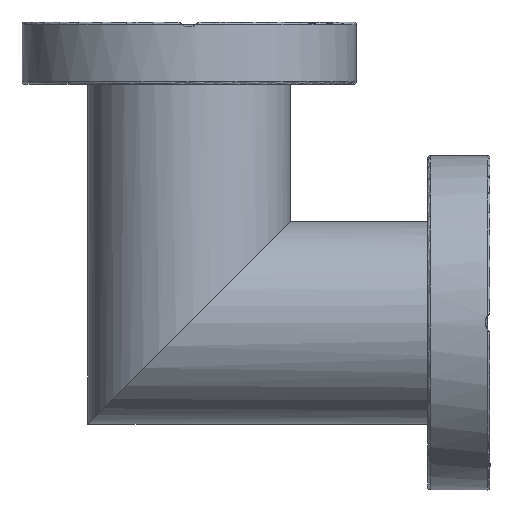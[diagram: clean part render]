
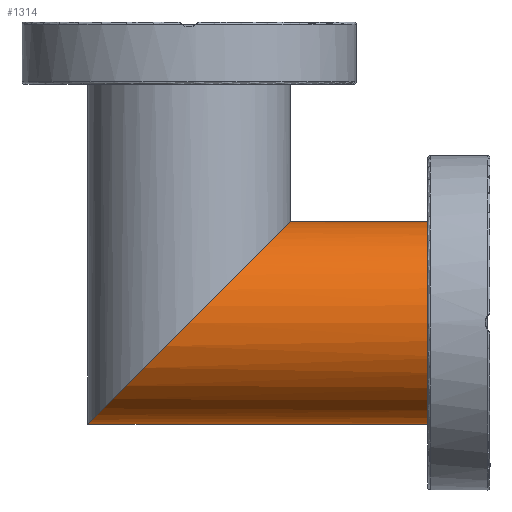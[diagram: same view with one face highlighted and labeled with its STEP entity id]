
A CAD part, left-side view. The second image highlights one B-rep face of the part: STEP entity #1314.
In plain terms, the highlighted cylindrical face has radius 21.2 mm (diameter 42.4 mm), a full revolution.
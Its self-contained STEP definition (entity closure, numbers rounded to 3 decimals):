
#1240=CARTESIAN_POINT('',(-21.2,0.,420.6));
#1241=VERTEX_POINT('',#1240);
#1242=CARTESIAN_POINT('',(0.,0.,420.6));
#1243=DIRECTION('',(0.0,0.0,1.0));
#1244=DIRECTION('',(-1.0,0.0,0.0));
#1245=AXIS2_PLACEMENT_3D('',#1242,#1243,#1244);
#1246=CIRCLE('',#1245,21.2);
#1247=EDGE_CURVE('',#1241,#1241,#1246,.T.);
#1268=CARTESIAN_POINT('',(0.,-21.2,457.6));
#1269=VERTEX_POINT('',#1268);
#1270=CARTESIAN_POINT('',(0.,0.,478.8));
#1271=DIRECTION('',(0.,0.707,-0.707));
#1272=DIRECTION('',(0.,-0.707,-0.707));
#1273=AXIS2_PLACEMENT_3D('',#1270,#1271,#1272);
#1274=ELLIPSE('',#1273,29.981,21.2);
#1275=EDGE_CURVE('',#1269,#1269,#1274,.T.);
#1303=CARTESIAN_POINT('',(0.,0.,0.));
#1304=DIRECTION('',(0.,0.,1.0));
#1305=DIRECTION('',(-1.0,0.0,0.0));
#1306=AXIS2_PLACEMENT_3D('',#1303,#1304,#1305);
#1307=CYLINDRICAL_SURFACE('',#1306,21.2);
#1308=ORIENTED_EDGE('',*,*,#1247,.T.);
#1309=EDGE_LOOP('',(#1308));
#1310=FACE_OUTER_BOUND('',#1309,.T.);
#1311=ORIENTED_EDGE('',*,*,#1275,.T.);
#1312=EDGE_LOOP('',(#1311));
#1313=FACE_BOUND('',#1312,.T.);
#1314=ADVANCED_FACE('',(#1310,#1313),#1307,.T.);
